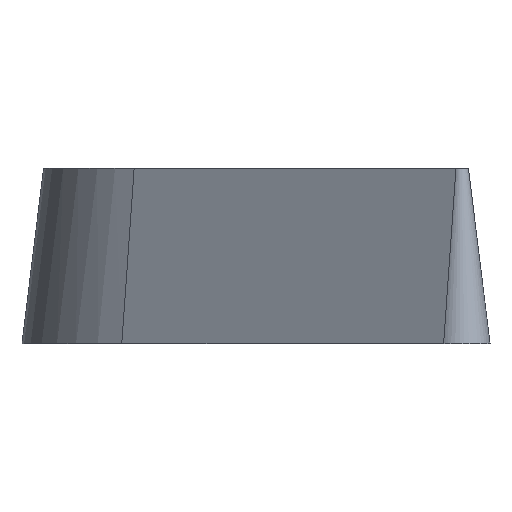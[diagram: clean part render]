
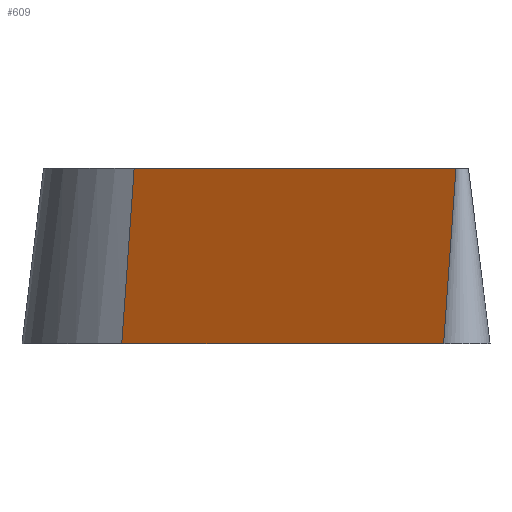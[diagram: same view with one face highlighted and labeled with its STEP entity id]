
A CAD part, left-side view. The second image highlights one B-rep face of the part: STEP entity #609.
In plain terms, the highlighted free-form (B-spline) face has degree [1, 1] with [2, 2] control points.
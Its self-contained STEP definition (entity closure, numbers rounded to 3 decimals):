
#404 = VERTEX_POINT('',#405);
#405 = CARTESIAN_POINT('',(-5.532,-2.489,0.));
#419 = VERTEX_POINT('',#420);
#420 = CARTESIAN_POINT('',(-5.298,-2.653,
    2.327));
#426 = EDGE_CURVE('',#419,#404,#427,.T.);
#427 = B_SPLINE_CURVE_WITH_KNOTS('',1,(#428,#429),.UNSPECIFIED.,.F.,.F.,
  (2,2),(-2.398,0.),.PIECEWISE_BEZIER_KNOTS.);
#428 = CARTESIAN_POINT('',(-5.298,-2.653,
    2.327));
#429 = CARTESIAN_POINT('',(-5.532,-2.489,
    0.));
#582 = VERTEX_POINT('',#583);
#583 = CARTESIAN_POINT('',(-2.543,1.781,0.));
#589 = EDGE_CURVE('',#590,#582,#592,.T.);
#590 = VERTEX_POINT('',#591);
#591 = CARTESIAN_POINT('',(-2.309,1.617,2.327
    ));
#592 = B_SPLINE_CURVE_WITH_KNOTS('',1,(#593,#594),.UNSPECIFIED.,.F.,.F.,
  (2,2),(-2.398,0.),.PIECEWISE_BEZIER_KNOTS.);
#593 = CARTESIAN_POINT('',(-2.309,1.617,2.327
    ));
#594 = CARTESIAN_POINT('',(-2.543,1.781,
    0.));
#609 = ADVANCED_FACE('',(#610),#624,.T.);
#610 = FACE_BOUND('',#611,.T.);
#611 = EDGE_LOOP('',(#612,#617,#618,#623));
#612 = ORIENTED_EDGE('',*,*,#613,.F.);
#613 = EDGE_CURVE('',#404,#582,#614,.T.);
#614 = B_SPLINE_CURVE_WITH_KNOTS('',1,(#615,#616),.UNSPECIFIED.,.F.,.F.,
  (2,2),(-5.331,0.),.PIECEWISE_BEZIER_KNOTS.);
#615 = CARTESIAN_POINT('',(-5.532,-2.489,0.));
#616 = CARTESIAN_POINT('',(-2.543,1.781,0.));
#617 = ORIENTED_EDGE('',*,*,#426,.F.);
#618 = ORIENTED_EDGE('',*,*,#619,.T.);
#619 = EDGE_CURVE('',#419,#590,#620,.T.);
#620 = B_SPLINE_CURVE_WITH_KNOTS('',1,(#621,#622),.UNSPECIFIED.,.F.,.F.,
  (2,2),(-5.331,0.),.PIECEWISE_BEZIER_KNOTS.);
#621 = CARTESIAN_POINT('',(-5.298,-2.653,
    2.327));
#622 = CARTESIAN_POINT('',(-2.309,1.617,2.327
    ));
#623 = ORIENTED_EDGE('',*,*,#589,.T.);
#624 = B_SPLINE_SURFACE_WITH_KNOTS('',1,1,(
    (#625,#626)
    ,(#627,#628
    )),.UNSPECIFIED.,.F.,.F.,.F.,(2,2),(2,2),(0.,
    5.331),(0.,2.398),
  .PIECEWISE_BEZIER_KNOTS.);
#625 = CARTESIAN_POINT('',(-2.543,1.781,
    0.));
#626 = CARTESIAN_POINT('',(-2.309,1.617,2.327
    ));
#627 = CARTESIAN_POINT('',(-5.532,-2.489,
    0.));
#628 = CARTESIAN_POINT('',(-5.298,-2.653,
    2.327));
